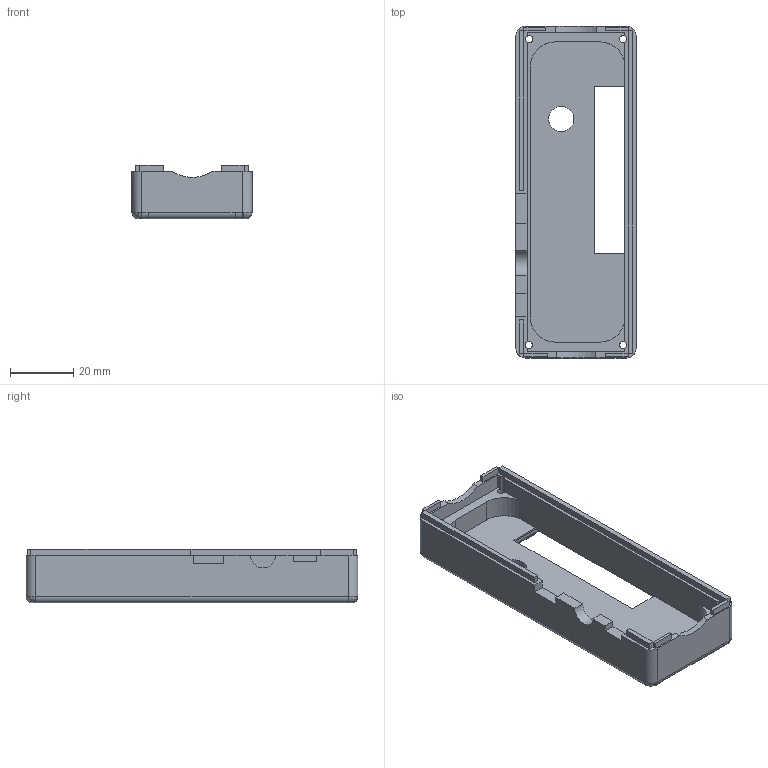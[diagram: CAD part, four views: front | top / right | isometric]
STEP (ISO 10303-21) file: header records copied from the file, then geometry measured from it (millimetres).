
FILE_DESCRIPTION(/* description */ (''),/* implementation_level */ '2;1');
FILE_NAME(/* name */ 'bottom.step',/* time_stamp */ '2025-07-14T19:19:32+10:00',/* author */ (''),/* organization */ (''),/* preprocessor_version */ 'ST-DEVELOPER v20.1',/* originating_system */ 'Autodesk Translation Framework v14.10.0.0',/* authorisation */ '');
FILE_SCHEMA (('AUTOMOTIVE_DESIGN { 1 0 10303 214 3 1 1 }'));
Length unit declared in the file: millimetre
Products named in the file (1): Bottom
Bounding box: 38 x 105 x 17 mm (x, y, z)
Volume: 22010.1 mm3; surface area: 15034.2 mm2
Topology: 1 solids, 1 shells, 136 faces, 385 edges, 245 vertices
Faces by surface type: plane 107, cylinder 23, bspline 6
Full cylindrical faces by diameter (mm): 2.3 x4, 8 x1
Entity records: 4437 total; most frequent: CARTESIAN_POINT 829, ORIENTED_EDGE 772, DIRECTION 714, EDGE_CURVE 386, LINE 312, VECTOR 312, VERTEX_POINT 246, AXIS2_PLACEMENT_3D 201
